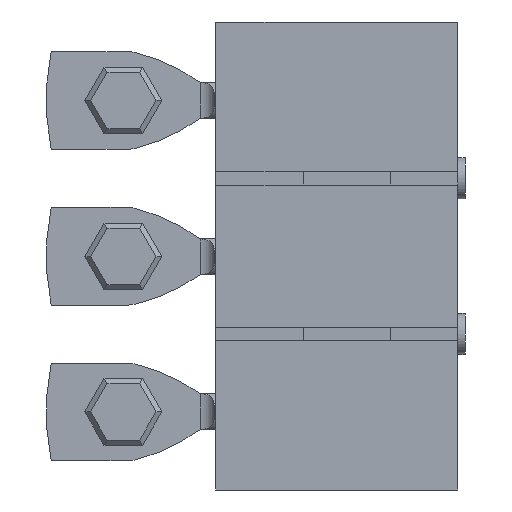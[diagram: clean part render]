
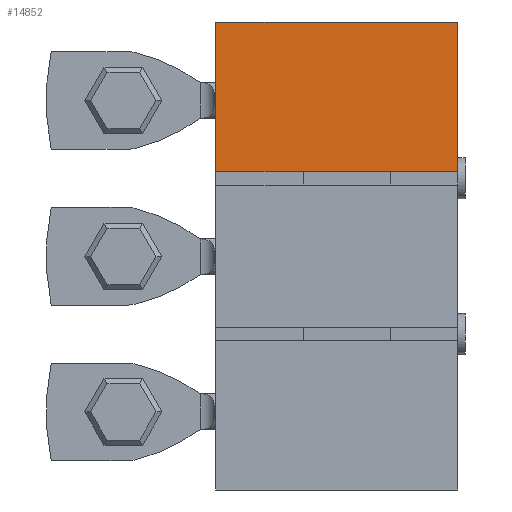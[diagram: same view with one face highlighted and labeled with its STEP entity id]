
A CAD part, left-side view. The second image highlights one B-rep face of the part: STEP entity #14852.
In plain terms, the highlighted planar face has unit normal (-1, 0, 0).
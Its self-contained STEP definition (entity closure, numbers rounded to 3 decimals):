
#241 = ORIENTED_EDGE ( 'NONE', *, *, #20434, .F. ) ;
#723 = VECTOR ( 'NONE', #8355, 1000. ) ;
#736 = PLANE ( 'NONE',  #26794 ) ;
#749 = EDGE_LOOP ( 'NONE', ( #241, #5989, #19127, #21578 ) ) ;
#872 = CARTESIAN_POINT ( 'NONE',  ( -84., 47., 45.5 ) ) ;
#959 = LINE ( 'NONE', #17550, #18384 ) ;
#1129 = DIRECTION ( 'NONE',  ( 0., 0., 1. ) ) ;
#2745 = CARTESIAN_POINT ( 'NONE',  ( -84., 30., 16.4 ) ) ;
#5645 = CARTESIAN_POINT ( 'NONE',  ( -84., 47., 16.4 ) ) ;
#5989 = ORIENTED_EDGE ( 'NONE', *, *, #9669, .F. ) ;
#6035 = DIRECTION ( 'NONE',  ( 0., 0., -1. ) ) ;
#6423 = VERTEX_POINT ( 'NONE', #11675 ) ;
#6494 = VECTOR ( 'NONE', #6035, 1000. ) ;
#7116 = DIRECTION ( 'NONE',  ( -1., 0., 0. ) ) ;
#7201 = DIRECTION ( 'NONE',  ( 0., -1., 0. ) ) ;
#8355 = DIRECTION ( 'NONE',  ( 0., 1., 0. ) ) ;
#9397 = LINE ( 'NONE', #17310, #16392 ) ;
#9669 = EDGE_CURVE ( 'NONE', #14520, #6423, #9711, .T. ) ;
#9711 = LINE ( 'NONE', #18561, #6494 ) ;
#10870 = VERTEX_POINT ( 'NONE', #5645 ) ;
#11208 = FACE_OUTER_BOUND ( 'NONE', #749, .T. ) ;
#11675 = CARTESIAN_POINT ( 'NONE',  ( -84., 0., 16.4 ) ) ;
#14520 = VERTEX_POINT ( 'NONE', #16270 ) ;
#14852 = ADVANCED_FACE ( 'NONE', ( #11208 ), #736, .T. ) ;
#15151 = EDGE_CURVE ( 'NONE', #19590, #10870, #9397, .T. ) ;
#16270 = CARTESIAN_POINT ( 'NONE',  ( -84., 0., 45.5 ) ) ;
#16392 = VECTOR ( 'NONE', #19749, 1000. ) ;
#16536 = LINE ( 'NONE', #2745, #723 ) ;
#17310 = CARTESIAN_POINT ( 'NONE',  ( -84., 47., 45.5 ) ) ;
#17550 = CARTESIAN_POINT ( 'NONE',  ( -84., 47., 45.5 ) ) ;
#18384 = VECTOR ( 'NONE', #7201, 1000. ) ;
#18561 = CARTESIAN_POINT ( 'NONE',  ( -84., 0., 45.5 ) ) ;
#19127 = ORIENTED_EDGE ( 'NONE', *, *, #23250, .F. ) ;
#19590 = VERTEX_POINT ( 'NONE', #20538 ) ;
#19749 = DIRECTION ( 'NONE',  ( 0., 0., -1. ) ) ;
#20434 = EDGE_CURVE ( 'NONE', #6423, #10870, #16536, .T. ) ;
#20538 = CARTESIAN_POINT ( 'NONE',  ( -84., 47., 45.5 ) ) ;
#21578 = ORIENTED_EDGE ( 'NONE', *, *, #15151, .T. ) ;
#23250 = EDGE_CURVE ( 'NONE', #19590, #14520, #959, .T. ) ;
#26794 = AXIS2_PLACEMENT_3D ( 'NONE', #872, #7116, #1129 ) ;
